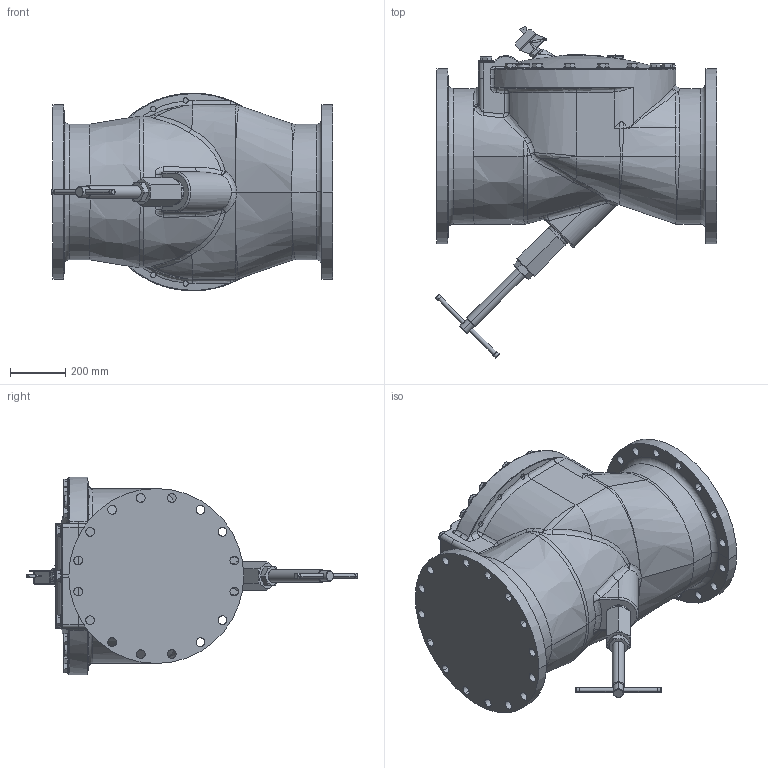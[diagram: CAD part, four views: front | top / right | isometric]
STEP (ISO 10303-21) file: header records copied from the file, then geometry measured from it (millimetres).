
FILE_DESCRIPTION((''),'2;1');
FILE_NAME('518CBFMI_SW0001','2023-11-01T13:43:17',('jlesh'),(''),'CREO PARAMETRIC BY PTC INC, 2023072','CREO PARAMETRIC BY PTC INC, 2023072','');
FILE_SCHEMA(('AUTOMOTIVE_DESIGN { 1 0 10303 214 1 1 1 1 }'));
Products named in the file (1): 518CBFMI_SW0001
Bounding box: 1022.59 x 1205.28 x 717.25 mm (x, y, z)
Volume: 272299321.6 mm3; surface area: 3355416.7 mm2
Topology: 1 solids, 2 shells, 968 faces, 2289 edges, 1383 vertices
Faces by surface type: plane 270, cylinder 234, bspline 157, torus 147, cone 146, sphere 14
Entity records: 51894 total; most frequent: CARTESIAN_POINT 27390, ORIENTED_EDGE 4568, DIRECTION 4116, EDGE_CURVE 2284, AXIS2_PLACEMENT_3D 1737, VERTEX_POINT 1384, COLOUR_RGB 1331, EDGE_LOOP 1106
